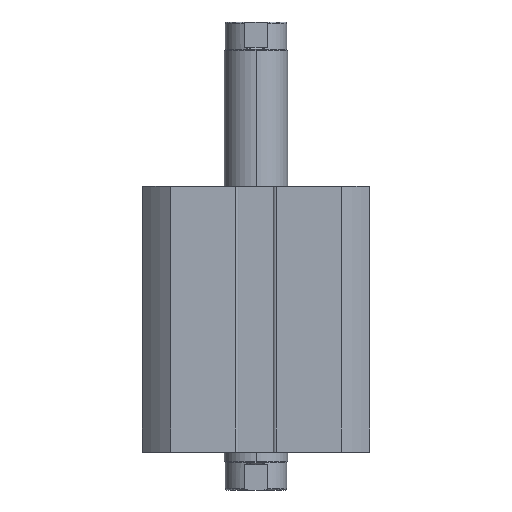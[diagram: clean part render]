
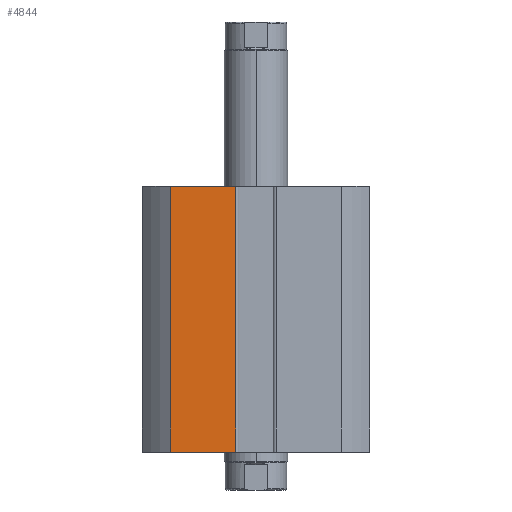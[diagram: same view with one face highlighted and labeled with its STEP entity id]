
A CAD part, front view. The second image highlights one B-rep face of the part: STEP entity #4844.
In plain terms, the highlighted planar face has unit normal (0, -1, 0).
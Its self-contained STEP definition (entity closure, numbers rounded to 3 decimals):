
#180 = DIRECTION ( 'NONE',  ( 0., 0., 1. ) ) ;
#187 = CARTESIAN_POINT ( 'NONE',  ( -13.5, -18., 0. ) ) ;
#963 = CARTESIAN_POINT ( 'NONE',  ( -13.5, -18., 0. ) ) ;
#964 = CARTESIAN_POINT ( 'NONE',  ( -3.2, -18., 0. ) ) ;
#968 = CARTESIAN_POINT ( 'NONE',  ( -3.2, -18., 42. ) ) ;
#988 = CARTESIAN_POINT ( 'NONE',  ( -13.5, -18., 42. ) ) ;
#1124 = EDGE_CURVE ( 'NONE', #5293, #5298, #2902, .T. ) ;
#1165 = EDGE_CURVE ( 'NONE', #5292, #5322, #2966, .T. ) ;
#2122 = ORIENTED_EDGE ( 'NONE', *, *, #4615, .F. ) ;
#2123 = ORIENTED_EDGE ( 'NONE', *, *, #1124, .T. ) ;
#2124 = ORIENTED_EDGE ( 'NONE', *, *, #4620, .T. ) ;
#2126 = ORIENTED_EDGE ( 'NONE', *, *, #1165, .F. ) ;
#2839 = EDGE_LOOP ( 'NONE', ( #2126, #2124, #2123, #2122 ) ) ;
#2902 = LINE ( 'NONE', #5042, #2912 ) ;
#2912 = VECTOR ( 'NONE', #5078, 1000. ) ;
#2966 = LINE ( 'NONE', #187, #2967 ) ;
#2967 = VECTOR ( 'NONE', #180, 1000. ) ;
#3301 = CARTESIAN_POINT ( 'NONE',  ( -18., -18., 42. ) ) ;
#3302 = DIRECTION ( 'NONE',  ( 1., 0., 0. ) ) ;
#3312 = CARTESIAN_POINT ( 'NONE',  ( -18., -18., 0. ) ) ;
#3313 = DIRECTION ( 'NONE',  ( 1., 0., 0. ) ) ;
#4016 = PLANE ( 'NONE',  #6115 ) ;
#4019 = CARTESIAN_POINT ( 'NONE',  ( -18., -18., 42. ) ) ;
#4024 = DIRECTION ( 'NONE',  ( 0., 1., 0. ) ) ;
#4025 = DIRECTION ( 'NONE',  ( 0., 0., 1. ) ) ;
#4615 = EDGE_CURVE ( 'NONE', #5322, #5298, #5464, .T. ) ;
#4620 = EDGE_CURVE ( 'NONE', #5292, #5293, #5472, .T. ) ;
#4844 = ADVANCED_FACE ( 'NONE', ( #5878 ), #4016, .F. ) ;
#5042 = CARTESIAN_POINT ( 'NONE',  ( -3.2, -18., 42. ) ) ;
#5078 = DIRECTION ( 'NONE',  ( 0., 0., 1. ) ) ;
#5292 = VERTEX_POINT ( 'NONE', #963 ) ;
#5293 = VERTEX_POINT ( 'NONE', #964 ) ;
#5298 = VERTEX_POINT ( 'NONE', #968 ) ;
#5322 = VERTEX_POINT ( 'NONE', #988 ) ;
#5464 = LINE ( 'NONE', #3301, #5465 ) ;
#5465 = VECTOR ( 'NONE', #3302, 1000. ) ;
#5472 = LINE ( 'NONE', #3312, #5473 ) ;
#5473 = VECTOR ( 'NONE', #3313, 1000. ) ;
#5878 = FACE_OUTER_BOUND ( 'NONE', #2839, .T. ) ;
#6115 = AXIS2_PLACEMENT_3D ( 'NONE', #4019, #4024, #4025 ) ;
